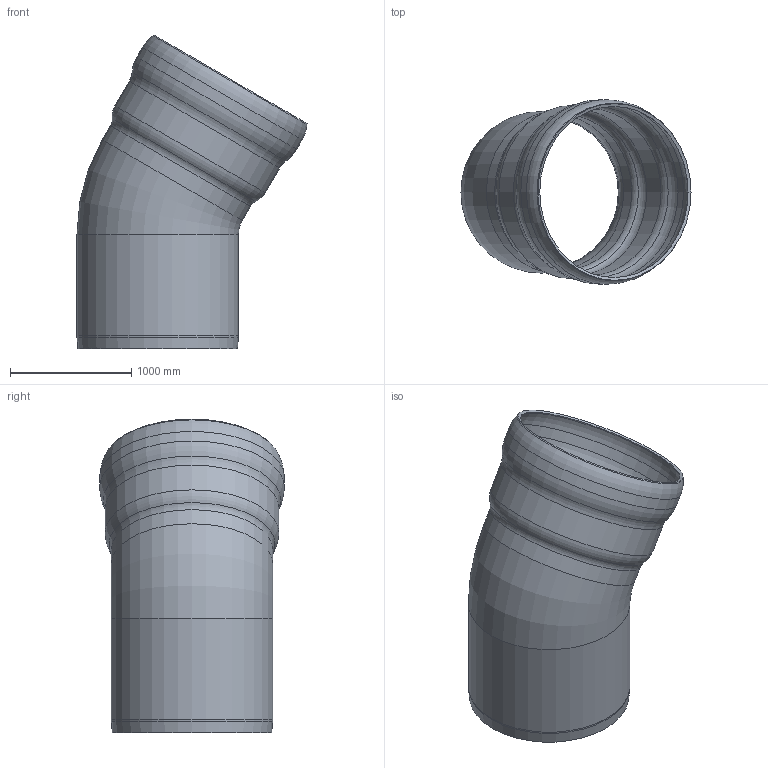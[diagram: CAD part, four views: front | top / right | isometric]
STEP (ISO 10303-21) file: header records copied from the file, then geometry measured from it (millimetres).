
FILE_DESCRIPTION(/* description */ (''),/* implementation_level */ '2;1');
FILE_NAME(/* name */ '00330.125X_3D.stp',/* time_stamp */ '2024-12-11T12:43:06+01:00',/* author */ ('CAD'),/* organization */ (''),/* preprocessor_version */ 'ST-DEVELOPER v20',/* originating_system */ 'AutoCAD Mechanical',/* authorisation */ '');
FILE_SCHEMA (('AUTOMOTIVE_DESIGN { 1 0 10303 214 3 1 1 }'));
Length unit declared in the file: centimetre
Products named in the file (2): Product; *S0
Assembly tree (1 placements, depth 2):
  Product
    *S0
Bounding box: 1895.11 x 1520 x 2583.02 mm (x, y, z)
Volume: 252537884.2 mm3; surface area: 20619455.8 mm2
Topology: 2 solids, 2 shells, 30 faces, 74 edges, 46 vertices
Faces by surface type: torus 14, cylinder 8, cone 6, plane 2
Full cylindrical faces by diameter (mm): 1280 x2, 1330 x2, 1380 x1, 1430 x1, 1470 x1, 1520 x1
Entity records: 968 total; most frequent: DIRECTION 200, CARTESIAN_POINT 153, ORIENTED_EDGE 148, AXIS2_PLACEMENT_3D 93, EDGE_CURVE 74, CIRCLE 60, VERTEX_POINT 46, EDGE_LOOP 32
